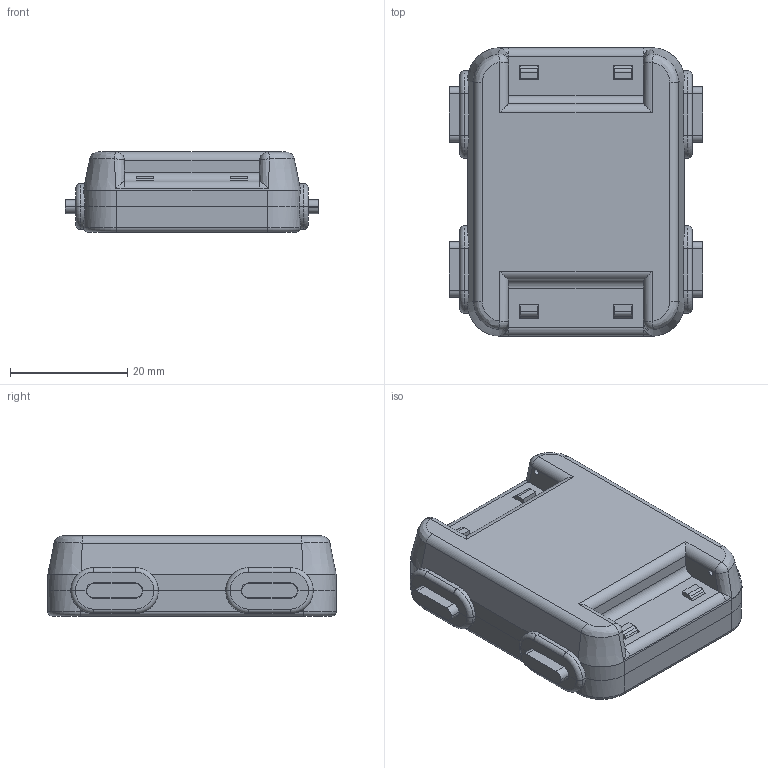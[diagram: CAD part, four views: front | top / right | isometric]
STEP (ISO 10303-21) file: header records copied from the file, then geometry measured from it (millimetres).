
FILE_DESCRIPTION(/* description */ (''),/* implementation_level */ '2;1');
FILE_NAME(/* name */ 'snappy.step',/* time_stamp */ '2021-03-02T13:25:38-05:00',/* author */ (''),/* organization */ (''),/* preprocessor_version */ 'ST-DEVELOPER v18.1',/* originating_system */ 'Autodesk Translation Framework v9.7.1.1290',/* authorisation */ '');
FILE_SCHEMA (('AUTOMOTIVE_DESIGN { 1 0 10303 214 3 1 1 }'));
Length unit declared in the file: millimetre
Products named in the file (4): WATCHY_MOLD_SNAP; button; TOP; Bottom
Assembly tree (6 placements, depth 2):
  WATCHY_MOLD_SNAP
    button  x4
    TOP
    Bottom
Bounding box: 43.2 x 49.16 x 13.65 mm (x, y, z)
Volume: 8047.5 mm3; surface area: 11774.2 mm2
Topology: 6 solids, 6 shells, 502 faces, 1413 edges, 921 vertices
Faces by surface type: plane 264, cylinder 194, torus 20, bspline 12, cone 8, sphere 4
Full cylindrical faces by diameter (mm): 1 x4
Entity records: 15169 total; most frequent: CARTESIAN_POINT 3239, ORIENTED_EDGE 2524, DIRECTION 2444, EDGE_CURVE 1262, VERTEX_POINT 823, AXIS2_PLACEMENT_3D 822, LINE 800, VECTOR 800
